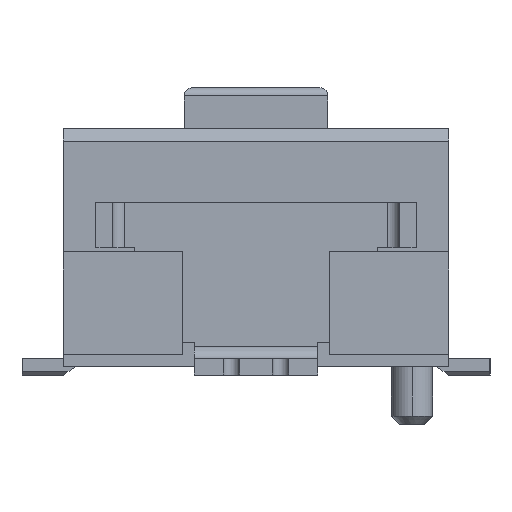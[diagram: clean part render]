
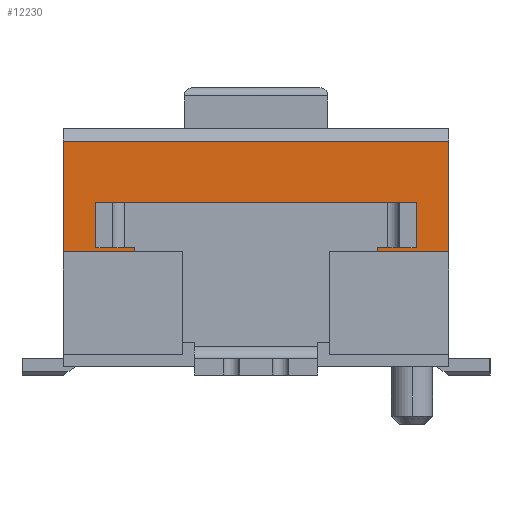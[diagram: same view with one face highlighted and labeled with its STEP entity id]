
A CAD part, left-side view. The second image highlights one B-rep face of the part: STEP entity #12230.
In plain terms, the highlighted planar face has unit normal (-1, 0, 0).
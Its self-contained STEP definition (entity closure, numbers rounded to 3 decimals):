
#10760=CARTESIAN_POINT('',(-9.1,-1.6,1.5));
#10770=DIRECTION('',(1.,0.,0.));
#10780=DIRECTION('',(0.,-1.,0.));
#10790=AXIS2_PLACEMENT_3D('',#10760,#10770,#10780);
#10800=PLANE('',#10790);
#10810=CARTESIAN_POINT('',(-9.1,0.,1.6));
#10820=DIRECTION('',(0.,1.,0.));
#10830=VECTOR('',#10820,1.);
#10840=LINE('',#10810,#10830);
#10850=CARTESIAN_POINT('',(-9.1,1.475,1.6));
#10860=VERTEX_POINT('',#10850);
#10870=CARTESIAN_POINT('',(-9.1,1.5,1.6));
#10880=VERTEX_POINT('',#10870);
#10890=EDGE_CURVE('',#10860,#10880,#10840,.T.);
#10900=ORIENTED_EDGE('',*,*,#10890,.F.);
#10910=CARTESIAN_POINT('',(-9.1,1.5,0.));
#10920=DIRECTION('',(0.,0.,-1.));
#10930=VECTOR('',#10920,1.);
#10940=LINE('',#10910,#10930);
#10950=CARTESIAN_POINT('',(-9.1,1.5,2.4));
#10960=VERTEX_POINT('',#10950);
#10970=EDGE_CURVE('',#10960,#10880,#10940,.T.);
#10980=ORIENTED_EDGE('',*,*,#10970,.T.);
#10990=CARTESIAN_POINT('',(-9.1,0.,0.9));
#11000=DIRECTION('',(0.,-0.707,-0.707));
#11010=VECTOR('',#11000,1.);
#11020=LINE('',#10990,#11010);
#11030=CARTESIAN_POINT('',(-9.1,1.6,2.5));
#11040=VERTEX_POINT('',#11030);
#11050=EDGE_CURVE('',#11040,#10960,#11020,.T.);
#11060=ORIENTED_EDGE('',*,*,#11050,.T.);
#11070=CARTESIAN_POINT('',(-9.1,0.,2.5));
#11080=DIRECTION('',(0.,-1.,0.));
#11090=VECTOR('',#11080,1.);
#11100=LINE('',#11070,#11090);
#11110=CARTESIAN_POINT('',(-9.1,2.35,2.5));
#11120=VERTEX_POINT('',#11110);
#11130=EDGE_CURVE('',#11120,#11040,#11100,.T.);
#11140=ORIENTED_EDGE('',*,*,#11130,.T.);
#11150=CARTESIAN_POINT('',(-9.1,2.35,0.));
#11160=DIRECTION('',(0.,0.,-1.));
#11170=VECTOR('',#11160,1.);
#11180=LINE('',#11150,#11170);
#11190=CARTESIAN_POINT('',(-9.1,2.35,3.85));
#11200=VERTEX_POINT('',#11190);
#11210=EDGE_CURVE('',#11200,#11120,#11180,.T.);
#11220=ORIENTED_EDGE('',*,*,#11210,.T.);
#11230=CARTESIAN_POINT('',(-9.1,0.,3.85));
#11240=DIRECTION('',(0.,1.,0.));
#11250=VECTOR('',#11240,1.);
#11260=LINE('',#11230,#11250);
#11270=CARTESIAN_POINT('',(-9.1,-2.35,3.85));
#11280=VERTEX_POINT('',#11270);
#11290=EDGE_CURVE('',#11280,#11200,#11260,.T.);
#11300=ORIENTED_EDGE('',*,*,#11290,.T.);
#11310=CARTESIAN_POINT('',(-9.1,-2.35,0.));
#11320=DIRECTION('',(0.,0.,1.));
#11330=VECTOR('',#11320,1.);
#11340=LINE('',#11310,#11330);
#11350=CARTESIAN_POINT('',(-9.1,-2.35,2.5));
#11360=VERTEX_POINT('',#11350);
#11370=EDGE_CURVE('',#11360,#11280,#11340,.T.);
#11380=ORIENTED_EDGE('',*,*,#11370,.T.);
#11390=CARTESIAN_POINT('',(-9.1,0.,2.5));
#11400=DIRECTION('',(0.,-1.,0.));
#11410=VECTOR('',#11400,1.);
#11420=LINE('',#11390,#11410);
#11430=CARTESIAN_POINT('',(-9.1,-1.6,2.5));
#11440=VERTEX_POINT('',#11430);
#11450=EDGE_CURVE('',#11440,#11360,#11420,.T.);
#11460=ORIENTED_EDGE('',*,*,#11450,.T.);
#11470=CARTESIAN_POINT('',(-9.1,0.9,0.));
#11480=DIRECTION('',(0.,-0.707,0.707));
#11490=VECTOR('',#11480,1.);
#11500=LINE('',#11470,#11490);
#11510=CARTESIAN_POINT('',(-9.1,-1.5,2.4));
#11520=VERTEX_POINT('',#11510);
#11530=EDGE_CURVE('',#11520,#11440,#11500,.T.);
#11540=ORIENTED_EDGE('',*,*,#11530,.T.);
#11550=CARTESIAN_POINT('',(-9.1,-1.5,0.));
#11560=DIRECTION('',(0.,0.,1.));
#11570=VECTOR('',#11560,1.);
#11580=LINE('',#11550,#11570);
#11590=CARTESIAN_POINT('',(-9.1,-1.5,1.6));
#11600=VERTEX_POINT('',#11590);
#11610=EDGE_CURVE('',#11600,#11520,#11580,.T.);
#11620=ORIENTED_EDGE('',*,*,#11610,.T.);
#11630=CARTESIAN_POINT('',(-9.1,-1.475,1.6));
#11640=VERTEX_POINT('',#11630);
#11650=EDGE_CURVE('',#11600,#11640,#10840,.T.);
#11660=ORIENTED_EDGE('',*,*,#11650,.F.);
#11670=CARTESIAN_POINT('',(-9.1,-1.475,0.));
#11680=DIRECTION('',(0.,0.,1.));
#11690=VECTOR('',#11680,1.);
#11700=LINE('',#11670,#11690);
#11710=CARTESIAN_POINT('',(-9.1,-1.475,2.55));
#11720=VERTEX_POINT('',#11710);
#11730=EDGE_CURVE('',#11640,#11720,#11700,.T.);
#11740=ORIENTED_EDGE('',*,*,#11730,.F.);
#11750=CARTESIAN_POINT('',(-9.1,0.,2.55));
#11760=DIRECTION('',(0.,-1.,0.));
#11770=VECTOR('',#11760,1.);
#11780=LINE('',#11750,#11770);
#11790=CARTESIAN_POINT('',(-9.1,-1.65,2.55));
#11800=VERTEX_POINT('',#11790);
#11810=EDGE_CURVE('',#11720,#11800,#11780,.T.);
#11820=ORIENTED_EDGE('',*,*,#11810,.F.);
#11830=CARTESIAN_POINT('',(-9.1,-1.65,2.724));
#11840=DIRECTION('',(0.,0.,1.));
#11850=VECTOR('',#11840,1.);
#11860=LINE('',#11830,#11850);
#11870=CARTESIAN_POINT('',(-9.1,-1.65,3.1));
#11880=VERTEX_POINT('',#11870);
#11890=EDGE_CURVE('',#11800,#11880,#11860,.T.);
#11900=ORIENTED_EDGE('',*,*,#11890,.F.);
#11910=CARTESIAN_POINT('',(-9.1,0.,3.1));
#11920=DIRECTION('',(0.,1.,0.));
#11930=VECTOR('',#11920,1.);
#11940=LINE('',#11910,#11930);
#11950=CARTESIAN_POINT('',(-9.1,1.65,3.1));
#11960=VERTEX_POINT('',#11950);
#11970=EDGE_CURVE('',#11880,#11960,#11940,.T.);
#11980=ORIENTED_EDGE('',*,*,#11970,.F.);
#11990=CARTESIAN_POINT('',(-9.1,1.65,2.49));
#12000=DIRECTION('',(0.,0.,1.));
#12010=VECTOR('',#12000,1.);
#12020=LINE('',#11990,#12010);
#12030=CARTESIAN_POINT('',(-9.1,1.65,2.55));
#12040=VERTEX_POINT('',#12030);
#12050=EDGE_CURVE('',#12040,#11960,#12020,.T.);
#12060=ORIENTED_EDGE('',*,*,#12050,.T.);
#12070=CARTESIAN_POINT('',(-9.1,0.,2.55));
#12080=DIRECTION('',(0.,1.,0.));
#12090=VECTOR('',#12080,1.);
#12100=LINE('',#12070,#12090);
#12110=CARTESIAN_POINT('',(-9.1,1.475,2.55));
#12120=VERTEX_POINT('',#12110);
#12130=EDGE_CURVE('',#12120,#12040,#12100,.T.);
#12140=ORIENTED_EDGE('',*,*,#12130,.T.);
#12150=CARTESIAN_POINT('',(-9.1,1.475,0.));
#12160=DIRECTION('',(0.,0.,1.));
#12170=VECTOR('',#12160,1.);
#12180=LINE('',#12150,#12170);
#12190=EDGE_CURVE('',#10860,#12120,#12180,.T.);
#12200=ORIENTED_EDGE('',*,*,#12190,.T.);
#12210=EDGE_LOOP('',(#12200,#12140,#12060,#11980,#11900,#11820,#11740,
#11660,#11620,#11540,#11460,#11380,#11300,#11220,#11140,#11060,#10980,
#10900));
#12220=FACE_OUTER_BOUND('',#12210,.T.);
#12230=ADVANCED_FACE('',(#12220),#10800,.F.);
